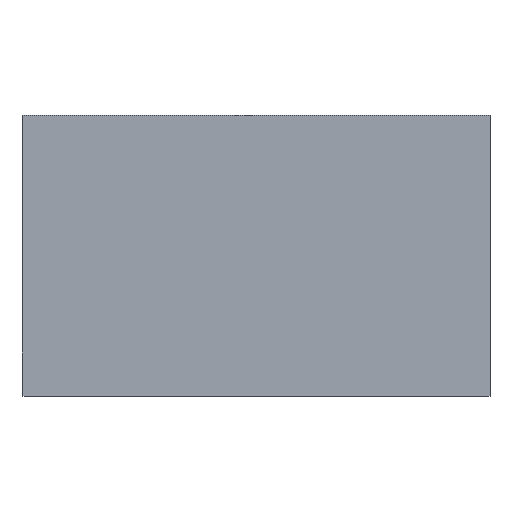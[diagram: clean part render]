
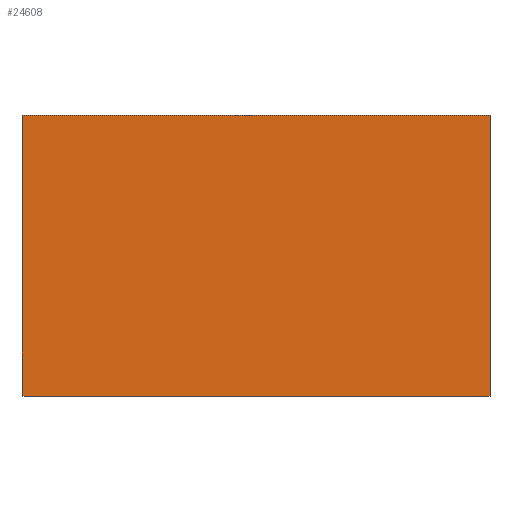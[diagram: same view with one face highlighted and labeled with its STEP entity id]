
A CAD part, top view. The second image highlights one B-rep face of the part: STEP entity #24608.
In plain terms, the highlighted planar face has unit normal (0, 0, 1).
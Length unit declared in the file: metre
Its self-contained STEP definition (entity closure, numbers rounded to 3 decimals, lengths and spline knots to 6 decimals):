
#1442=LINE('',#37381,#3682);
#1447=LINE('',#37391,#3687);
#1450=LINE('',#37405,#3690);
#1452=LINE('',#37408,#3692);
#3682=VECTOR('',#30357,1.);
#3687=VECTOR('',#30364,1.);
#3690=VECTOR('',#30377,1.);
#3692=VECTOR('',#30381,1.);
#5961=ORIENTED_EDGE('',*,*,#12582,.F.);
#5962=ORIENTED_EDGE('',*,*,#12587,.T.);
#5963=ORIENTED_EDGE('',*,*,#12594,.T.);
#5964=ORIENTED_EDGE('',*,*,#12596,.F.);
#12582=EDGE_CURVE('',#15903,#15905,#1442,.T.);
#12587=EDGE_CURVE('',#15903,#15908,#1447,.T.);
#12594=EDGE_CURVE('',#15908,#15914,#1450,.T.);
#12596=EDGE_CURVE('',#15905,#15914,#1452,.T.);
#15903=VERTEX_POINT('',#37379);
#15905=VERTEX_POINT('',#37382);
#15908=VERTEX_POINT('',#37390);
#15914=VERTEX_POINT('',#37404);
#19177=EDGE_LOOP('',(#5961,#5962,#5963,#5964));
#21455=FACE_BOUND('',#19177,.T.);
#23720=PLANE('',#27948);
#24608=ADVANCED_FACE('',(#21455),#23720,.F.);
#27948=AXIS2_PLACEMENT_3D('',#37410,#30384,#30385);
#30357=DIRECTION('',(-1.,0.,0.));
#30364=DIRECTION('',(0.,1.,0.));
#30377=DIRECTION('',(-1.,0.,0.));
#30381=DIRECTION('',(0.,1.,0.));
#30384=DIRECTION('',(0.,0.,-1.));
#30385=DIRECTION('',(1.,0.,0.));
#37379=CARTESIAN_POINT('',(0.15,-0.09,0.08));
#37381=CARTESIAN_POINT('',(-0.148,-0.09,0.08));
#37382=CARTESIAN_POINT('',(-0.15,-0.09,0.08));
#37390=CARTESIAN_POINT('',(0.15,0.09,0.08));
#37391=CARTESIAN_POINT('',(0.15,0.088,0.08));
#37404=CARTESIAN_POINT('',(-0.15,0.09,0.08));
#37405=CARTESIAN_POINT('',(0.,0.09,0.08));
#37408=CARTESIAN_POINT('',(-0.15,0.088,0.08));
#37410=CARTESIAN_POINT('',(0.,0.088,0.08));
